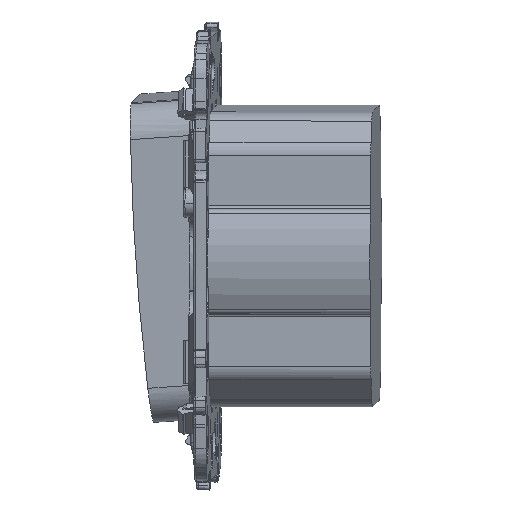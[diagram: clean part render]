
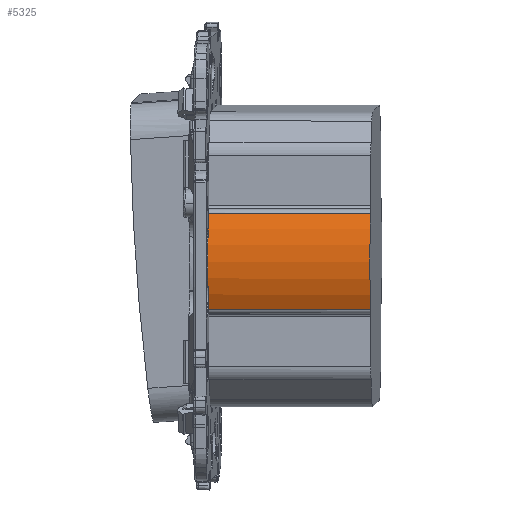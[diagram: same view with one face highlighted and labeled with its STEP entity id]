
A CAD part, left-side view. The second image highlights one B-rep face of the part: STEP entity #5325.
In plain terms, the highlighted cylindrical face has radius 16.676 mm (diameter 33.353 mm), a partial arc.
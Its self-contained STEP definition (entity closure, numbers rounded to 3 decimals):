
#1302 = ORIENTED_EDGE ( 'NONE', *, *, #9553, .T. ) ;
#2612 = CARTESIAN_POINT ( 'NONE',  ( 25.014, -7.718, 3.875 ) ) ;
#2906 = EDGE_CURVE ( 'NONE', #7936, #42031, #36602, .T. ) ;
#3769 = EDGE_LOOP ( 'NONE', ( #4587, #1302, #42709, #5198 ) ) ;
#4576 = VECTOR ( 'NONE', #21917, 1000. ) ;
#4587 = ORIENTED_EDGE ( 'NONE', *, *, #46524, .F. ) ;
#5198 = ORIENTED_EDGE ( 'NONE', *, *, #2906, .F. ) ;
#5226 = VECTOR ( 'NONE', #43658, 1000. ) ;
#5325 = ADVANCED_FACE ( 'NONE', ( #12887 ), #20855, .T. ) ;
#7336 = CIRCLE ( 'NONE', #31999, 16.676 ) ;
#7936 = VERTEX_POINT ( 'NONE', #37392 ) ;
#8941 = AXIS2_PLACEMENT_3D ( 'NONE', #31916, #31468, #46417 ) ;
#9553 = EDGE_CURVE ( 'NONE', #40252, #36133, #20985, .T. ) ;
#10601 = DIRECTION ( 'NONE',  ( 0., -1., 0. ) ) ;
#12326 = CARTESIAN_POINT ( 'NONE',  ( 26.026, 7.703, -25.107 ) ) ;
#12483 = CARTESIAN_POINT ( 'NONE',  ( 10.341, -0.008, 0.361 ) ) ;
#12887 = FACE_OUTER_BOUND ( 'NONE', #3769, .T. ) ;
#15543 = AXIS2_PLACEMENT_3D ( 'NONE', #47788, #32783, #10601 ) ;
#16343 = DIRECTION ( 'NONE',  ( 0., 1., 0. ) ) ;
#16804 = CARTESIAN_POINT ( 'NONE',  ( 26.026, -7.718, -25.107 ) ) ;
#20855 = CYLINDRICAL_SURFACE ( 'NONE', #8941, 16.676 ) ;
#20985 = LINE ( 'NONE', #2612, #5226 ) ;
#21684 = CARTESIAN_POINT ( 'NONE',  ( 25.014, 7.703, 3.875 ) ) ;
#21917 = DIRECTION ( 'NONE',  ( 0.035, 0., -0.999 ) ) ;
#30783 = CARTESIAN_POINT ( 'NONE',  ( 25.119, -7.718, 0.877 ) ) ;
#31468 = DIRECTION ( 'NONE',  ( 0.035, 0., -0.999 ) ) ;
#31916 = CARTESIAN_POINT ( 'NONE',  ( 10.236, -0.008, 3.359 ) ) ;
#31999 = AXIS2_PLACEMENT_3D ( 'NONE', #12483, #45313, #16343 ) ;
#32783 = DIRECTION ( 'NONE',  ( 0.035, 0., -0.999 ) ) ;
#36133 = VERTEX_POINT ( 'NONE', #16804 ) ;
#36602 = LINE ( 'NONE', #21684, #4576 ) ;
#37392 = CARTESIAN_POINT ( 'NONE',  ( 25.119, 7.703, 0.877 ) ) ;
#40252 = VERTEX_POINT ( 'NONE', #30783 ) ;
#42031 = VERTEX_POINT ( 'NONE', #12326 ) ;
#42213 = EDGE_CURVE ( 'NONE', #42031, #36133, #45592, .T. ) ;
#42709 = ORIENTED_EDGE ( 'NONE', *, *, #42213, .F. ) ;
#43658 = DIRECTION ( 'NONE',  ( 0.035, 0., -0.999 ) ) ;
#45313 = DIRECTION ( 'NONE',  ( -0.035, 0., 0.999 ) ) ;
#45592 = CIRCLE ( 'NONE', #15543, 16.676 ) ;
#46417 = DIRECTION ( 'NONE',  ( 0., -1., 0. ) ) ;
#46524 = EDGE_CURVE ( 'NONE', #40252, #7936, #7336, .T. ) ;
#47788 = CARTESIAN_POINT ( 'NONE',  ( 11.248, -0.008, -25.623 ) ) ;
